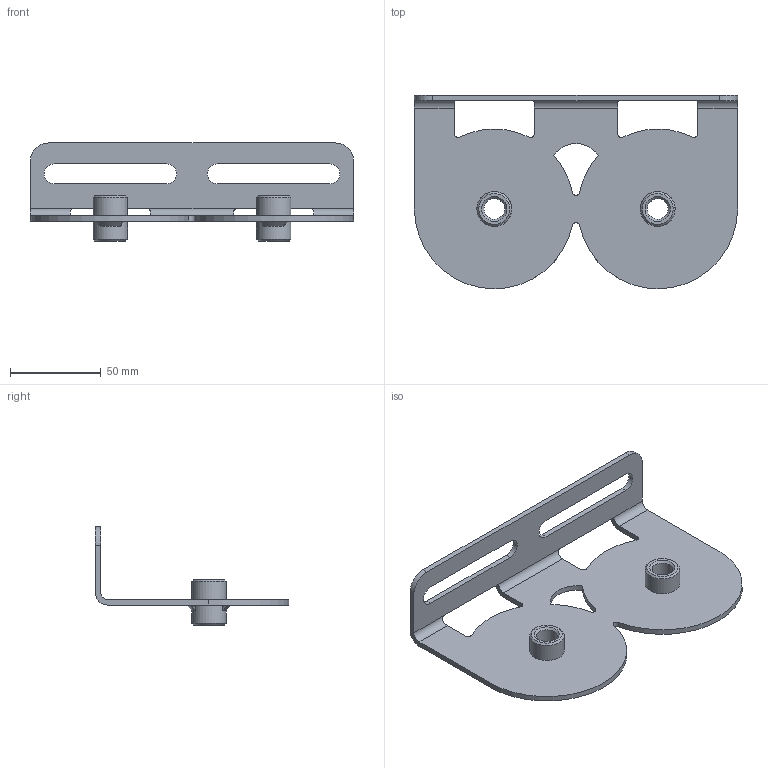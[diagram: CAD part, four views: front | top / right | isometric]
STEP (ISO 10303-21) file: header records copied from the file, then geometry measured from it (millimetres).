
FILE_DESCRIPTION(/* description */ (''),/* implementation_level */ '2;1');
FILE_NAME(/* name */ 'Montagehalterung_STAR_Standard_Duty_2fach_G1_4i_Edelstahl_109667_Rev_B.stp',/* time_stamp */ '2016-06-06T11:12:25+02:00',/* author */ ('002210'),/* organization */ (''),/* preprocessor_version */ 'ST-DEVELOPER v16.1',/* originating_system */ 'Autodesk Inventor 2016',/* authorisation */ '');
FILE_SCHEMA (('AUTOMOTIVE_DESIGN { 1 0 10303 214 3 1 1 }'));
Length unit declared in the file: millimetre
Products named in the file (4): anmha07b; Hülse G1_4; Schweißnaht; anmha07b_1
Assembly tree (5 placements, depth 2):
  anmha07b_1
    anmha07b
    Hülse G1_4  x2
    Schweißnaht  x2
Bounding box: 178 x 106.59 x 54 mm (x, y, z)
Volume: 67471.9 mm3; surface area: 49092.4 mm2
Topology: 7 solids, 7 shells, 92 faces, 232 edges, 150 vertices
Faces by surface type: cylinder 39, plane 33, cone 12, bspline 8
Full cylindrical faces by diameter (mm): 11.445 x2, 19 x2, 19.2 x2
Entity records: 2482 total; most frequent: CARTESIAN_POINT 637, DIRECTION 372, ORIENTED_EDGE 356, EDGE_CURVE 178, AXIS2_PLACEMENT_3D 143, VERTEX_POINT 120, EDGE_LOOP 90, LINE 86
